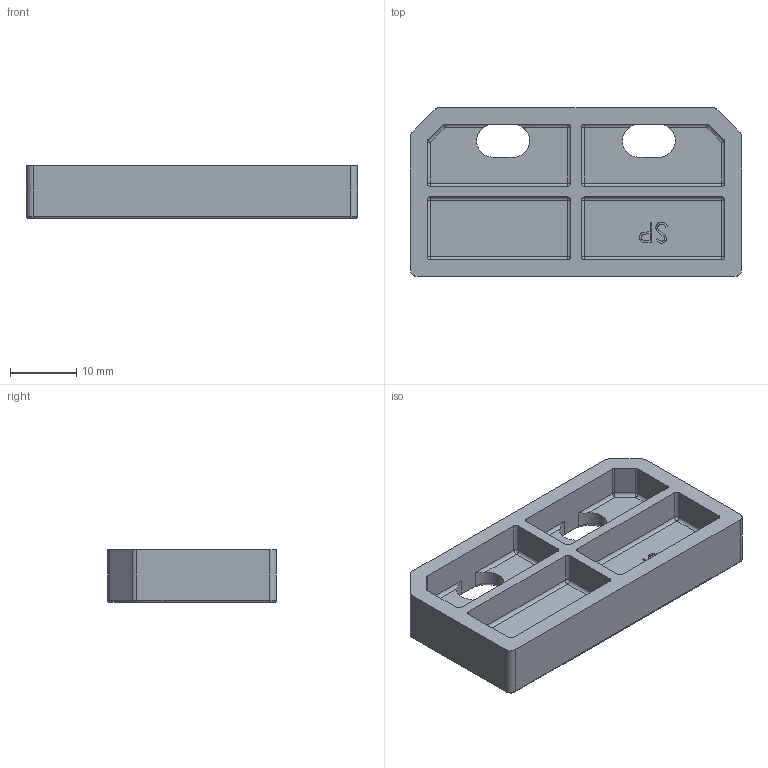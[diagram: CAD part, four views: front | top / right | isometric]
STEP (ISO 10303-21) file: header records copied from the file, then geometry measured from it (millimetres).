
FILE_DESCRIPTION (( 'STEP AP203' ), '1' );
FILE_NAME ('111-SP Spacer.STEP', '2018-11-19T16:03:42', ( '' ), ( '' ), 'SwSTEP 2.0', 'SolidWorks 2018', '' );
FILE_SCHEMA (( 'CONFIG_CONTROL_DESIGN' ));
Length unit declared in the file: millimetre
Products named in the file (1): 111-SP Spacer
Bounding box: 50 x 25.5 x 8 mm (x, y, z)
Volume: 5779.5 mm3; surface area: 4802.2 mm2
Topology: 1 solids, 1 shells, 156 faces, 387 edges, 222 vertices
Faces by surface type: cylinder 56, plane 49, bspline 21, sphere 18, cone 6, torus 6
Entity records: 5502 total; most frequent: CARTESIAN_POINT 1895, ORIENTED_EDGE 742, DIRECTION 717, EDGE_CURVE 371, AXIS2_PLACEMENT_3D 256, VERTEX_POINT 222, VECTOR 205, LINE 205
